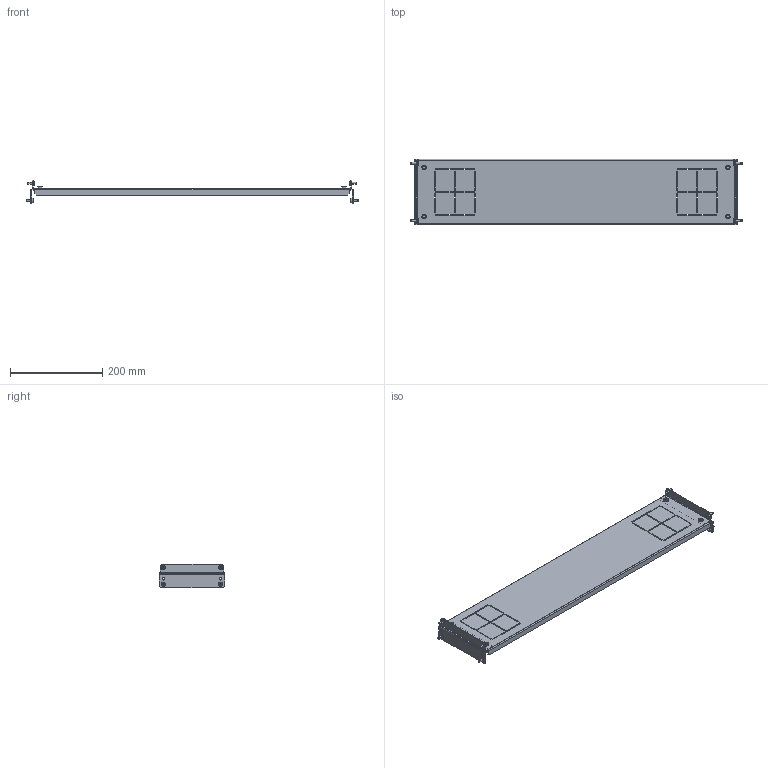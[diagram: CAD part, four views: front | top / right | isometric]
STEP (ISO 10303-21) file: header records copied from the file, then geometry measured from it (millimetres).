
FILE_DESCRIPTION (( 'STEP AP203' ), '1' );
FILE_NAME ('Ïàíåëü ìîíòàæíàÿ ñåêöèîííàÿ Â150 Ø800 EKF AleSta.STEP', '2025-10-03T10:27:04', ( '' ), ( '' ), 'SwSTEP 2.0', 'SolidWorks 2021', '' );
FILE_SCHEMA (( 'CONFIG_CONTROL_DESIGN' ));
Length unit declared in the file: millimetre
Products named in the file (4): MA1.700.000030.01.02 Óãîëîê äëÿ ìîíòàæíîé ïàíåëè Â300_‚150; MA1.700.060003.01.01 Ìîíòàæíàÿ ïàíåëü Â300 Ø600 ãëóõàÿ EKF AleSta_‚150˜800; Ïàíåëü ìîíòàæíàÿ ñåêöèîííàÿ Â150 Ø800 EKF AleSta; Âèíò_ðåçüáîâûäàâëèâàþùèé_Ì5õ12_DIN 7500E_Œ5å12
Assembly tree (15 placements, depth 2):
  Ïàíåëü ìîíòàæíàÿ ñåêöèîííàÿ Â150 Ø800 EKF AleSta
    MA1.700.060003.01.01 Ìîíòàæíàÿ ïàíåëü Â300 Ø600 ãëóõàÿ EKF AleSta_‚150˜800
    Âèíò_ðåçüáîâûäàâëèâàþùèé_Ì5õ12_DIN 7500E_Œ5å12  x12
    MA1.700.000030.01.02 Óãîëîê äëÿ ìîíòàæíîé ïàíåëè Â300_‚150  x2
Bounding box: 721 x 142 x 51.5 mm (x, y, z)
Volume: 203292.2 mm3; surface area: 277716.6 mm2
Topology: 15 solids, 15 shells, 434 faces, 1068 edges, 688 vertices
Faces by surface type: plane 306, cylinder 104, cone 24
Entity records: 7878 total; most frequent: CARTESIAN_POINT 1238, ORIENTED_EDGE 1212, DIRECTION 1184, EDGE_CURVE 606, LINE 512, VECTOR 512, VERTEX_POINT 390, AXIS2_PLACEMENT_3D 336
